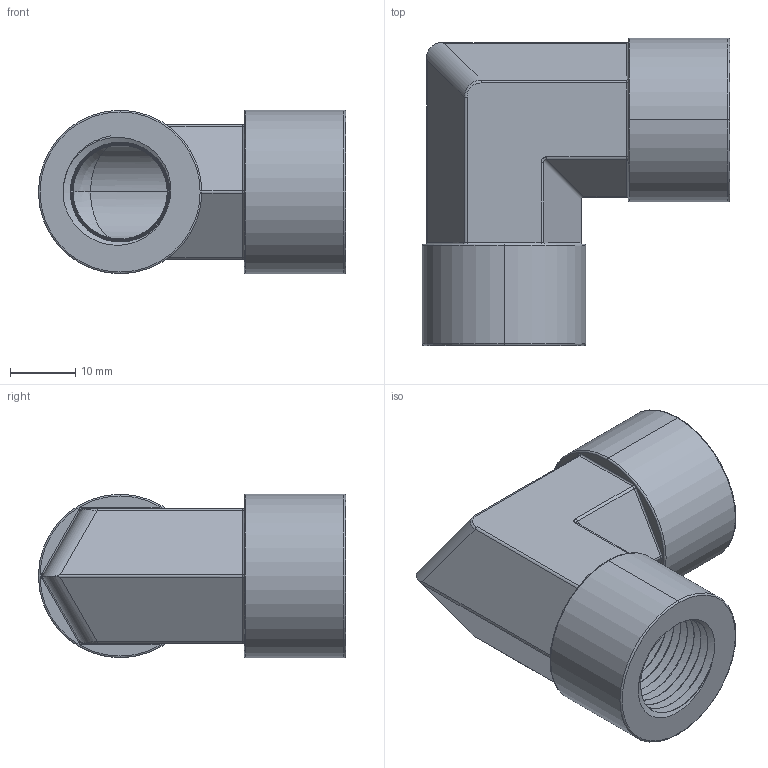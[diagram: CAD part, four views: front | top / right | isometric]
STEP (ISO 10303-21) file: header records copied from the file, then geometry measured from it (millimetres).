
FILE_DESCRIPTION((''),'2;1');
FILE_NAME('001_H-SLA_MASTER','2025-07-07T15:32:56',('Administrator'),(''),'CREO PARAMETRIC BY PTC INC, 2020414','CREO PARAMETRIC BY PTC INC, 2020414','');
FILE_SCHEMA(('AUTOMOTIVE_DESIGN { 1 0 10303 214 1 1 1 1 }'));
Length unit declared in the file: millimetre
Products named in the file (1): 001_H-SLA_MASTER
Bounding box: 47 x 47 x 25 mm (x, y, z)
Volume: 16208.5 mm3; surface area: 10511.7 mm2
Topology: 1 solids, 1 shells, 143 faces, 368 edges, 239 vertices
Faces by surface type: cone 40, cylinder 38, bspline 27, torus 20, plane 18
Entity records: 22204 total; most frequent: CARTESIAN_POINT 17751, ORIENTED_EDGE 718, DIRECTION 563, PRESENTATION_STYLE_ASSIGNMENT 370, STYLED_ITEM 370, CURVE_STYLE 369, EDGE_CURVE 359, VERTEX_POINT 220
